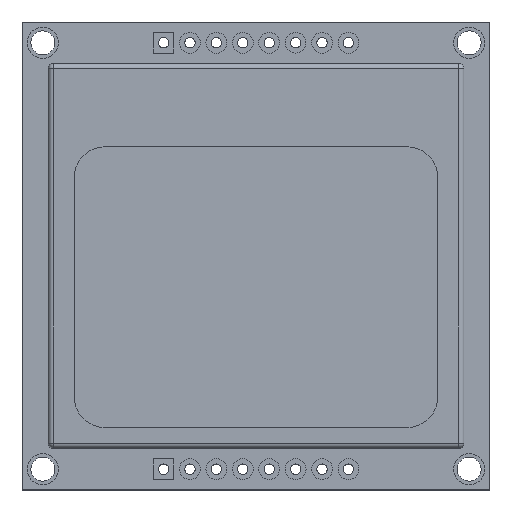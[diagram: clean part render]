
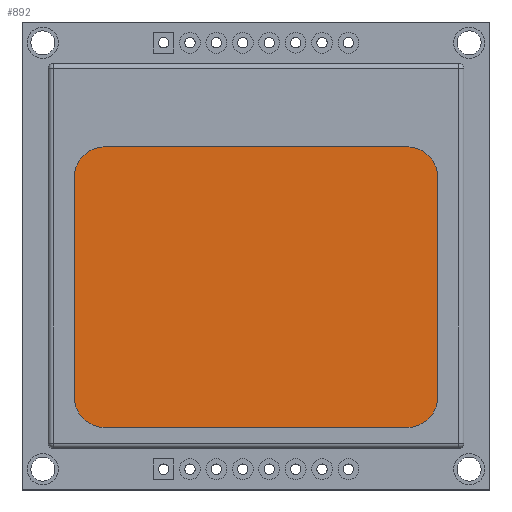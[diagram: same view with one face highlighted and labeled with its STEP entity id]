
A CAD part, top view. The second image highlights one B-rep face of the part: STEP entity #892.
In plain terms, the highlighted planar face has unit normal (0, 0, 1).
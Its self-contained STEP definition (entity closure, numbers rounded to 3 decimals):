
#162 = DIRECTION ( 'NONE',  ( 0., 0., 1. ) ) ;
#272 = ORIENTED_EDGE ( 'NONE', *, *, #4085, .T. ) ;
#302 = DIRECTION ( 'NONE',  ( 0., 0., 1. ) ) ;
#421 = PLANE ( 'NONE',  #8491 ) ;
#427 = CARTESIAN_POINT ( 'NONE',  ( -14.5, 10.5, 3.2 ) ) ;
#594 = CARTESIAN_POINT ( 'NONE',  ( -14.5, -16.5, 3.2 ) ) ;
#823 = DIRECTION ( 'NONE',  ( 1., 0., 0. ) ) ;
#892 = ADVANCED_FACE ( 'NONE', ( #8305 ), #421, .T. ) ;
#1024 = ORIENTED_EDGE ( 'NONE', *, *, #5993, .T. ) ;
#1111 = VERTEX_POINT ( 'NONE', #7604 ) ;
#1279 = AXIS2_PLACEMENT_3D ( 'NONE', #5560, #4136, #4219 ) ;
#1298 = AXIS2_PLACEMENT_3D ( 'NONE', #4179, #6802, #2916 ) ;
#1426 = VECTOR ( 'NONE', #2411, 1000. ) ;
#1523 = CARTESIAN_POINT ( 'NONE',  ( 17.5, 7.5, 3.2 ) ) ;
#1630 = CARTESIAN_POINT ( 'NONE',  ( -14.5, -13.5, 3.2 ) ) ;
#1634 = ORIENTED_EDGE ( 'NONE', *, *, #3372, .T. ) ;
#1855 = DIRECTION ( 'NONE',  ( 0., -1., 0. ) ) ;
#1864 = VERTEX_POINT ( 'NONE', #1886 ) ;
#1886 = CARTESIAN_POINT ( 'NONE',  ( -17.5, -13.5, 3.2 ) ) ;
#2164 = VERTEX_POINT ( 'NONE', #5596 ) ;
#2379 = AXIS2_PLACEMENT_3D ( 'NONE', #4910, #302, #823 ) ;
#2405 = DIRECTION ( 'NONE',  ( 1., 0., 0. ) ) ;
#2410 = LINE ( 'NONE', #594, #7242 ) ;
#2411 = DIRECTION ( 'NONE',  ( 0., 1., 0. ) ) ;
#2734 = ORIENTED_EDGE ( 'NONE', *, *, #6695, .T. ) ;
#2916 = DIRECTION ( 'NONE',  ( -1., 0., 0. ) ) ;
#3028 = LINE ( 'NONE', #4951, #5132 ) ;
#3057 = VERTEX_POINT ( 'NONE', #1523 ) ;
#3370 = EDGE_CURVE ( 'NONE', #1111, #3057, #6276, .T. ) ;
#3372 = EDGE_CURVE ( 'NONE', #6736, #6312, #7574, .T. ) ;
#3438 = ORIENTED_EDGE ( 'NONE', *, *, #3930, .T. ) ;
#3607 = CIRCLE ( 'NONE', #1279, 3. ) ;
#3741 = CARTESIAN_POINT ( 'NONE',  ( 14.5, 10.5, 3.2 ) ) ;
#3930 = EDGE_CURVE ( 'NONE', #1864, #5387, #3607, .T. ) ;
#4011 = CARTESIAN_POINT ( 'NONE',  ( -14.5, -16.5, 3.2 ) ) ;
#4028 = CIRCLE ( 'NONE', #2379, 3. ) ;
#4085 = EDGE_CURVE ( 'NONE', #3057, #6736, #5811, .T. ) ;
#4136 = DIRECTION ( 'NONE',  ( 0., 0., 1. ) ) ;
#4176 = CARTESIAN_POINT ( 'NONE',  ( -14.5, 10.5, 3.2 ) ) ;
#4179 = CARTESIAN_POINT ( 'NONE',  ( 14.5, 7.5, 3.2 ) ) ;
#4219 = DIRECTION ( 'NONE',  ( 1., 0., 0. ) ) ;
#4274 = EDGE_CURVE ( 'NONE', #2164, #1111, #4028, .T. ) ;
#4342 = DIRECTION ( 'NONE',  ( -1., 0., 0. ) ) ;
#4385 = CARTESIAN_POINT ( 'NONE',  ( 17.5, 7.5, 3.2 ) ) ;
#4409 = EDGE_CURVE ( 'NONE', #4727, #1864, #3028, .T. ) ;
#4422 = DIRECTION ( 'NONE',  ( 0., 0., 1. ) ) ;
#4546 = DIRECTION ( 'NONE',  ( 1., 0., 0. ) ) ;
#4727 = VERTEX_POINT ( 'NONE', #5047 ) ;
#4910 = CARTESIAN_POINT ( 'NONE',  ( 14.5, -13.5, 3.2 ) ) ;
#4951 = CARTESIAN_POINT ( 'NONE',  ( -17.5, 7.5, 3.2 ) ) ;
#5047 = CARTESIAN_POINT ( 'NONE',  ( -17.5, 7.5, 3.2 ) ) ;
#5120 = AXIS2_PLACEMENT_3D ( 'NONE', #6054, #162, #7997 ) ;
#5132 = VECTOR ( 'NONE', #1855, 1000. ) ;
#5387 = VERTEX_POINT ( 'NONE', #4011 ) ;
#5560 = CARTESIAN_POINT ( 'NONE',  ( -14.5, -13.5, 3.2 ) ) ;
#5596 = CARTESIAN_POINT ( 'NONE',  ( 14.5, -16.5, 3.2 ) ) ;
#5811 = CIRCLE ( 'NONE', #1298, 3. ) ;
#5961 = VECTOR ( 'NONE', #4342, 1000. ) ;
#5993 = EDGE_CURVE ( 'NONE', #6312, #4727, #7884, .T. ) ;
#6054 = CARTESIAN_POINT ( 'NONE',  ( -14.5, 7.5, 3.2 ) ) ;
#6095 = ORIENTED_EDGE ( 'NONE', *, *, #4409, .T. ) ;
#6276 = LINE ( 'NONE', #4385, #1426 ) ;
#6312 = VERTEX_POINT ( 'NONE', #4176 ) ;
#6657 = ORIENTED_EDGE ( 'NONE', *, *, #4274, .T. ) ;
#6695 = EDGE_CURVE ( 'NONE', #5387, #2164, #2410, .T. ) ;
#6736 = VERTEX_POINT ( 'NONE', #3741 ) ;
#6802 = DIRECTION ( 'NONE',  ( 0., 0., 1. ) ) ;
#7242 = VECTOR ( 'NONE', #4546, 1000. ) ;
#7520 = EDGE_LOOP ( 'NONE', ( #3438, #2734, #6657, #8449, #272, #1634, #1024, #6095 ) ) ;
#7574 = LINE ( 'NONE', #427, #5961 ) ;
#7604 = CARTESIAN_POINT ( 'NONE',  ( 17.5, -13.5, 3.2 ) ) ;
#7884 = CIRCLE ( 'NONE', #5120, 3. ) ;
#7997 = DIRECTION ( 'NONE',  ( 1., 0., 0. ) ) ;
#8305 = FACE_OUTER_BOUND ( 'NONE', #7520, .T. ) ;
#8449 = ORIENTED_EDGE ( 'NONE', *, *, #3370, .T. ) ;
#8491 = AXIS2_PLACEMENT_3D ( 'NONE', #1630, #4422, #2405 ) ;
